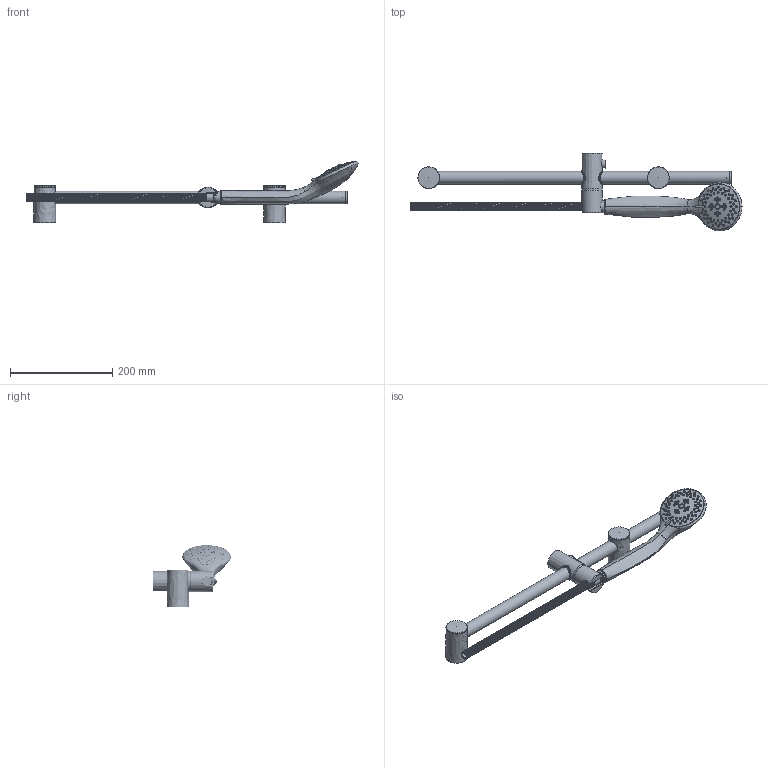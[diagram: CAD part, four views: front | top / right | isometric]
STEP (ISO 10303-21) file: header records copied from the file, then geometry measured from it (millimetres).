
FILE_DESCRIPTION(/* description */ (''),/* implementation_level */ '2;1');
FILE_NAME(/* name */ '5.24',/* time_stamp */ '2022-05-24T10:22:18+08:00',/* author */ (''),/* organization */ (''),/* preprocessor_version */ 'ST-DEVELOPER v9',/* originating_system */ 'UGS - NX 4.0',/* authorisation */ '');
FILE_SCHEMA (('AUTOMOTIVE_DESIGN { 1 0 10303 214 1 1 1 1 }'));
Length unit declared in the file: millimetre
Products named in the file (1): Admi6078d1k8
Bounding box: 650.59 x 152.41 x 120.8 mm (x, y, z)
Volume: 363317 mm3; surface area: 319770.1 mm2
Topology: 19 solids, 19 shells, 1229 faces, 3232 edges, 2103 vertices
Faces by surface type: cylinder 463, bspline 384, plane 222, sphere 95, torus 36, cone 23, extrusion 6
Full cylindrical faces by diameter (mm): 1 x59, 1.2 x16, 3.2 x1, 4 x75, 4.5 x1, 5.3 x3, 7.8 x1, 8 x1, 8.3 x1, 9 x1, 9.9 x2, 10 x1, 10.5 x1, 11 x1, 12 x1, 13.7 x1, 14 x1, 15 x1, 15.6 x2, 16.2 x1, 18 x1, 21 x1, 22.2 x1, 24.4 x1, 24.9 x2, 25 x1, 25.4 x2, 34.1 x2, 34.8 x1, 35 x2
Entity records: 155992 total; most frequent: CARTESIAN_POINT 130508, ORIENTED_EDGE 5614, DIRECTION 3686, EDGE_CURVE 2807, EDGE_LOOP 1978, VERTEX_POINT 1913, AXIS2_PLACEMENT_3D 1457, B_SPLINE_CURVE_WITH_KNOTS 1425
